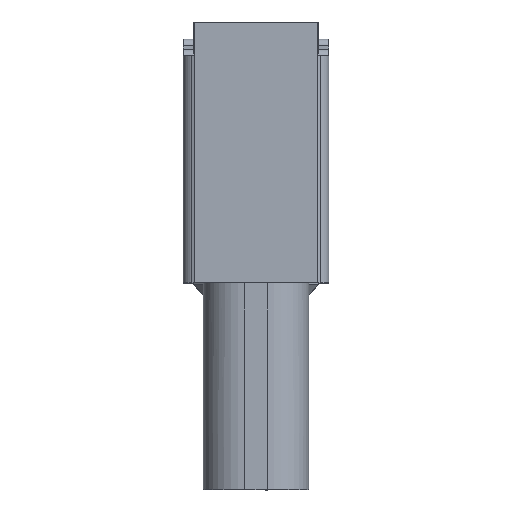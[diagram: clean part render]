
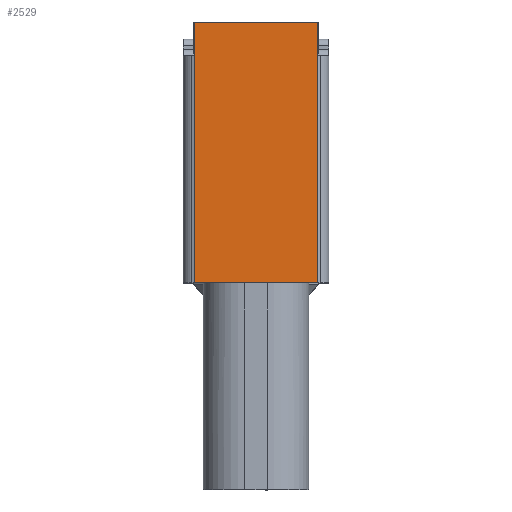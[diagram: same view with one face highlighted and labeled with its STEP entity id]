
A CAD part, top view. The second image highlights one B-rep face of the part: STEP entity #2529.
In plain terms, the highlighted planar face has unit normal (0, 0, 1).
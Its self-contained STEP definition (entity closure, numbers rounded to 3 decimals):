
#629 = DIRECTION ( 'NONE',  ( 0., 1., 0. ) ) ;
#2529 = ADVANCED_FACE ( 'NONE', ( #16322 ), #2836, .F. ) ;
#2836 = PLANE ( 'NONE',  #10926 ) ;
#3080 = ORIENTED_EDGE ( 'NONE', *, *, #10489, .T. ) ;
#4154 = LINE ( 'NONE', #24480, #24887 ) ;
#4449 = DIRECTION ( 'NONE',  ( -1., 0., 0. ) ) ;
#5765 = DIRECTION ( 'NONE',  ( 0., 0., -1. ) ) ;
#6420 = VECTOR ( 'NONE', #12046, 1000. ) ;
#6780 = CARTESIAN_POINT ( 'NONE',  ( -1.85, -0.8, 5.07 ) ) ;
#7713 = VERTEX_POINT ( 'NONE', #6780 ) ;
#9786 = CARTESIAN_POINT ( 'NONE',  ( 1.85, -0.8, 5.07 ) ) ;
#10489 = EDGE_CURVE ( 'NONE', #11519, #7713, #19069, .T. ) ;
#10926 = AXIS2_PLACEMENT_3D ( 'NONE', #14384, #5765, #629 ) ;
#11519 = VERTEX_POINT ( 'NONE', #20921 ) ;
#12046 = DIRECTION ( 'NONE',  ( 0., -1., 0. ) ) ;
#12343 = CARTESIAN_POINT ( 'NONE',  ( 1.85, 7., 5.07 ) ) ;
#12504 = VECTOR ( 'NONE', #27760, 1000. ) ;
#13112 = LINE ( 'NONE', #17519, #26642 ) ;
#14384 = CARTESIAN_POINT ( 'NONE',  ( 1.85, 7., 5.07 ) ) ;
#14714 = EDGE_LOOP ( 'NONE', ( #3080, #28980, #14882, #15362 ) ) ;
#14882 = ORIENTED_EDGE ( 'NONE', *, *, #20012, .F. ) ;
#14976 = EDGE_CURVE ( 'NONE', #24842, #7713, #4154, .T. ) ;
#15309 = DIRECTION ( 'NONE',  ( -1., 0., 0. ) ) ;
#15362 = ORIENTED_EDGE ( 'NONE', *, *, #17613, .T. ) ;
#16322 = FACE_OUTER_BOUND ( 'NONE', #14714, .T. ) ;
#17519 = CARTESIAN_POINT ( 'NONE',  ( 1.85, 7., 5.07 ) ) ;
#17613 = EDGE_CURVE ( 'NONE', #18176, #11519, #13112, .T. ) ;
#18176 = VERTEX_POINT ( 'NONE', #28418 ) ;
#19069 = LINE ( 'NONE', #25527, #12504 ) ;
#20012 = EDGE_CURVE ( 'NONE', #18176, #24842, #23036, .T. ) ;
#20921 = CARTESIAN_POINT ( 'NONE',  ( -1.85, 7., 5.07 ) ) ;
#23036 = LINE ( 'NONE', #12343, #6420 ) ;
#24480 = CARTESIAN_POINT ( 'NONE',  ( 1.85, -0.8, 5.07 ) ) ;
#24842 = VERTEX_POINT ( 'NONE', #9786 ) ;
#24887 = VECTOR ( 'NONE', #4449, 1000. ) ;
#25527 = CARTESIAN_POINT ( 'NONE',  ( -1.85, 7., 5.07 ) ) ;
#26642 = VECTOR ( 'NONE', #15309, 1000. ) ;
#27760 = DIRECTION ( 'NONE',  ( 0., -1., 0. ) ) ;
#28418 = CARTESIAN_POINT ( 'NONE',  ( 1.85, 7., 5.07 ) ) ;
#28980 = ORIENTED_EDGE ( 'NONE', *, *, #14976, .F. ) ;
